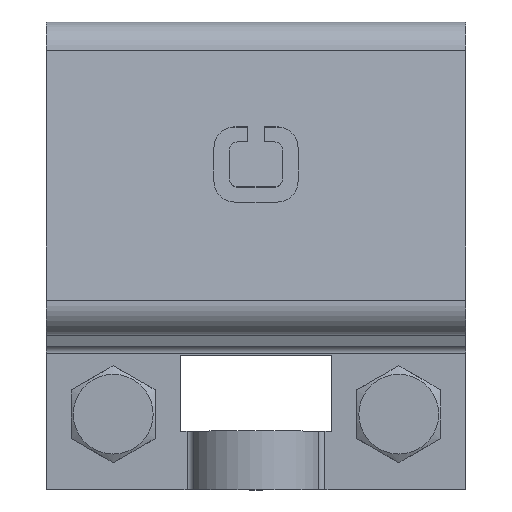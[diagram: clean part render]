
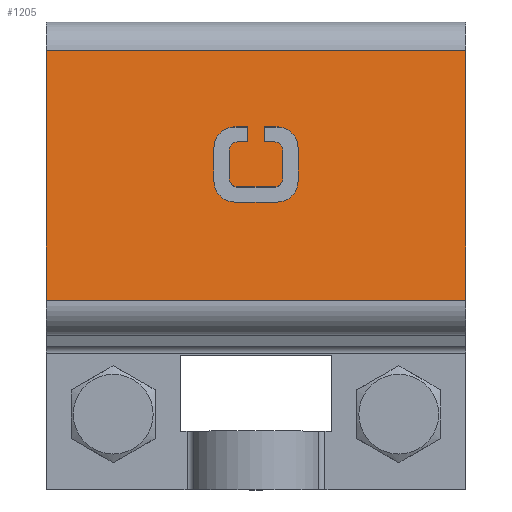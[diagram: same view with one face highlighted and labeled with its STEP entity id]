
A CAD part, top view. The second image highlights one B-rep face of the part: STEP entity #1205.
In plain terms, the highlighted planar face has unit normal (0, 0.104, 0.995).
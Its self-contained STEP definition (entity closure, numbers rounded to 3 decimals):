
#1205=ADVANCED_FACE('',(#2576,#2578),#2580,.T.);
#2576=FACE_BOUND('',#2577,.T.);
#2577=EDGE_LOOP('',(#3523,#3524,#3525,#3526));
#2578=FACE_BOUND('',#2579,.T.);
#2579=EDGE_LOOP('',(#3527,#3528,#3529,#3530,#3531,#3532,#3533,#3534,#3535,#3536,
#3537,#3538,#3539,#3540,#3541,#3542,#3543,#3544,#3545,#3546));
#2580=PLANE('',#2581);
#2581=AXIS2_PLACEMENT_3D('',#2582,#2583,#2584);
#2582=CARTESIAN_POINT('',(0.,-10.336,22.967));
#2583=DIRECTION('',(0.,0.105,0.995));
#2584=DIRECTION('',(1.,0.,0.));
#3523=ORIENTED_EDGE('',*,*,#4075,.T.);
#3524=ORIENTED_EDGE('',*,*,#4020,.T.);
#3525=ORIENTED_EDGE('',*,*,#4017,.T.);
#3526=ORIENTED_EDGE('',*,*,#4071,.T.);
#3527=ORIENTED_EDGE('',*,*,#4076,.T.);
#3528=ORIENTED_EDGE('',*,*,#4077,.T.);
#3529=ORIENTED_EDGE('',*,*,#4078,.T.);
#3530=ORIENTED_EDGE('',*,*,#4079,.T.);
#3531=ORIENTED_EDGE('',*,*,#4080,.T.);
#3532=ORIENTED_EDGE('',*,*,#4081,.T.);
#3533=ORIENTED_EDGE('',*,*,#4082,.T.);
#3534=ORIENTED_EDGE('',*,*,#4083,.T.);
#3535=ORIENTED_EDGE('',*,*,#4084,.T.);
#3536=ORIENTED_EDGE('',*,*,#4085,.T.);
#3537=ORIENTED_EDGE('',*,*,#4086,.T.);
#3538=ORIENTED_EDGE('',*,*,#4087,.T.);
#3539=ORIENTED_EDGE('',*,*,#4088,.T.);
#3540=ORIENTED_EDGE('',*,*,#4089,.T.);
#3541=ORIENTED_EDGE('',*,*,#4090,.T.);
#3542=ORIENTED_EDGE('',*,*,#4091,.T.);
#3543=ORIENTED_EDGE('',*,*,#4092,.T.);
#3544=ORIENTED_EDGE('',*,*,#4093,.T.);
#3545=ORIENTED_EDGE('',*,*,#4094,.T.);
#3546=ORIENTED_EDGE('',*,*,#4095,.T.);
#4017=EDGE_CURVE('',#4534,#4592,#4617,.T.);
#4020=EDGE_CURVE('',#4618,#4534,#4622,.T.);
#4071=EDGE_CURVE('',#4592,#4697,#4699,.T.);
#4075=EDGE_CURVE('',#4697,#4618,#4705,.T.);
#4076=EDGE_CURVE('',#4706,#4707,#4708,.F.);
#4077=EDGE_CURVE('',#4707,#4709,#4710,.F.);
#4078=EDGE_CURVE('',#4709,#4711,#4712,.F.);
#4079=EDGE_CURVE('',#4711,#4713,#4714,.F.);
#4080=EDGE_CURVE('',#4713,#4715,#4716,.F.);
#4081=EDGE_CURVE('',#4715,#4717,#4718,.F.);
#4082=EDGE_CURVE('',#4717,#4719,#4720,.F.);
#4083=EDGE_CURVE('',#4719,#4721,#4722,.F.);
#4084=EDGE_CURVE('',#4721,#4723,#4724,.F.);
#4085=EDGE_CURVE('',#4723,#4725,#4726,.F.);
#4086=EDGE_CURVE('',#4725,#4727,#4728,.F.);
#4087=EDGE_CURVE('',#4727,#4729,#4730,.F.);
#4088=EDGE_CURVE('',#4729,#4731,#4732,.F.);
#4089=EDGE_CURVE('',#4731,#4733,#4734,.F.);
#4090=EDGE_CURVE('',#4733,#4735,#4736,.F.);
#4091=EDGE_CURVE('',#4735,#4737,#4738,.F.);
#4092=EDGE_CURVE('',#4737,#4739,#4740,.F.);
#4093=EDGE_CURVE('',#4739,#4741,#4742,.F.);
#4094=EDGE_CURVE('',#4741,#4743,#4744,.F.);
#4095=EDGE_CURVE('',#4743,#4706,#4745,.F.);
#4534=VERTEX_POINT('',#6913);
#4592=VERTEX_POINT('',#7047);
#4617=LINE('',#7341,#7342);
#4618=VERTEX_POINT('',#7344);
#4622=LINE('',#7352,#7353);
#4697=VERTEX_POINT('',#7537);
#4699=LINE('',#7541,#7542);
#4705=LINE('',#7557,#7558);
#4706=VERTEX_POINT('',#7560);
#4707=VERTEX_POINT('',#7561);
#4708=LINE('',#7562,#7563);
#4709=VERTEX_POINT('',#7565);
#4710=LINE('',#7566,#7567);
#4711=VERTEX_POINT('',#7569);
#4712=CIRCLE('',#7570,1.);
#4713=VERTEX_POINT('',#7574);
#4714=LINE('',#7575,#7576);
#4715=VERTEX_POINT('',#7578);
#4716=CIRCLE('',#7579,1.);
#4717=VERTEX_POINT('',#7583);
#4718=LINE('',#7584,#7585);
#4719=VERTEX_POINT('',#7587);
#4720=CIRCLE('',#7588,1.);
#4721=VERTEX_POINT('',#7592);
#4722=LINE('',#7593,#7594);
#4723=VERTEX_POINT('',#7596);
#4724=CIRCLE('',#7597,1.);
#4725=VERTEX_POINT('',#7601);
#4726=LINE('',#7602,#7603);
#4727=VERTEX_POINT('',#7605);
#4728=LINE('',#7606,#7607);
#4729=VERTEX_POINT('',#7609);
#4730=LINE('',#7610,#7611);
#4731=VERTEX_POINT('',#7613);
#4732=CIRCLE('',#7614,2.5);
#4733=VERTEX_POINT('',#7618);
#4734=LINE('',#7619,#7620);
#4735=VERTEX_POINT('',#7622);
#4736=CIRCLE('',#7623,2.5);
#4737=VERTEX_POINT('',#7627);
#4738=LINE('',#7628,#7629);
#4739=VERTEX_POINT('',#7631);
#4740=CIRCLE('',#7632,2.5);
#4741=VERTEX_POINT('',#7636);
#4742=LINE('',#7637,#7638);
#4743=VERTEX_POINT('',#7640);
#4744=CIRCLE('',#7641,2.5);
#4745=LINE('',#7645,#7646);
#6913=CARTESIAN_POINT('',(0.,22.556,19.51));
#7047=CARTESIAN_POINT('',(50.,22.556,19.51));
#7341=CARTESIAN_POINT('',(0.,22.556,19.51));
#7342=VECTOR('',#7343,1.);
#7343=DIRECTION('',(1.,0.,0.));
#7344=CARTESIAN_POINT('',(0.,52.292,16.384));
#7352=CARTESIAN_POINT('',(0.,52.292,16.384));
#7353=VECTOR('',#7354,1.);
#7354=DIRECTION('',(0.,-0.995,0.105));
#7537=CARTESIAN_POINT('',(50.,52.292,16.384));
#7541=CARTESIAN_POINT('',(50.,22.556,19.51));
#7542=VECTOR('',#7543,1.);
#7543=DIRECTION('',(0.,0.995,-0.105));
#7557=CARTESIAN_POINT('',(50.,52.292,16.384));
#7558=VECTOR('',#7559,1.);
#7559=DIRECTION('',(-1.,0.,0.));
#7560=CARTESIAN_POINT('',(24.,43.195,17.34));
#7561=CARTESIAN_POINT('',(24.,41.405,17.529));
#7562=CARTESIAN_POINT('',(24.,41.405,17.529));
#7563=VECTOR('',#7564,1.);
#7564=DIRECTION('',(0.,0.995,-0.105));
#7565=CARTESIAN_POINT('',(22.798,41.405,17.529));
#7566=CARTESIAN_POINT('',(22.798,41.405,17.529));
#7567=VECTOR('',#7568,1.);
#7568=DIRECTION('',(1.,0.,0.));
#7569=CARTESIAN_POINT('',(21.798,40.41,17.633));
#7570=AXIS2_PLACEMENT_3D('',#7571,#7572,#7573);
#7571=CARTESIAN_POINT('',(22.798,40.41,17.633));
#7572=DIRECTION('',(0.,-0.105,-0.995));
#7573=DIRECTION('',(-1.,0.,0.));
#7574=CARTESIAN_POINT('',(21.798,37.029,17.989));
#7575=CARTESIAN_POINT('',(21.798,37.029,17.989));
#7576=VECTOR('',#7577,1.);
#7577=DIRECTION('',(0.,0.995,-0.105));
#7578=CARTESIAN_POINT('',(22.798,36.034,18.093));
#7579=AXIS2_PLACEMENT_3D('',#7580,#7581,#7582);
#7580=CARTESIAN_POINT('',(22.798,37.029,17.989));
#7581=DIRECTION('',(0.,-0.105,-0.995));
#7582=DIRECTION('',(0.,-0.995,0.105));
#7583=CARTESIAN_POINT('',(27.202,36.034,18.093));
#7584=CARTESIAN_POINT('',(27.202,36.034,18.093));
#7585=VECTOR('',#7586,1.);
#7586=DIRECTION('',(-1.,0.,0.));
#7587=CARTESIAN_POINT('',(28.202,37.029,17.989));
#7588=AXIS2_PLACEMENT_3D('',#7589,#7590,#7591);
#7589=CARTESIAN_POINT('',(27.202,37.029,17.989));
#7590=DIRECTION('',(0.,-0.105,-0.995));
#7591=DIRECTION('',(1.,0.,0.));
#7592=CARTESIAN_POINT('',(28.202,40.41,17.633));
#7593=CARTESIAN_POINT('',(28.202,40.41,17.633));
#7594=VECTOR('',#7595,1.);
#7595=DIRECTION('',(0.,-0.995,0.105));
#7596=CARTESIAN_POINT('',(27.202,41.405,17.529));
#7597=AXIS2_PLACEMENT_3D('',#7598,#7599,#7600);
#7598=CARTESIAN_POINT('',(27.202,40.41,17.633));
#7599=DIRECTION('',(0.,-0.105,-0.995));
#7600=DIRECTION('',(0.,0.995,-0.105));
#7601=CARTESIAN_POINT('',(26.,41.405,17.529));
#7602=CARTESIAN_POINT('',(26.,41.405,17.529));
#7603=VECTOR('',#7604,1.);
#7604=DIRECTION('',(1.,0.,0.));
#7605=CARTESIAN_POINT('',(26.,43.195,17.34));
#7606=CARTESIAN_POINT('',(26.,43.195,17.34));
#7607=VECTOR('',#7608,1.);
#7608=DIRECTION('',(0.,-0.995,0.105));
#7609=CARTESIAN_POINT('',(27.502,43.195,17.34));
#7610=CARTESIAN_POINT('',(27.502,43.195,17.34));
#7611=VECTOR('',#7612,1.);
#7612=DIRECTION('',(-1.,0.,0.));
#7613=CARTESIAN_POINT('',(30.002,40.708,17.602));
#7614=AXIS2_PLACEMENT_3D('',#7615,#7616,#7617);
#7615=CARTESIAN_POINT('',(27.502,40.708,17.602));
#7616=DIRECTION('',(-0.,0.105,0.995));
#7617=DIRECTION('',(1.,0.,0.));
#7618=CARTESIAN_POINT('',(30.002,36.73,18.02));
#7619=CARTESIAN_POINT('',(30.002,36.73,18.02));
#7620=VECTOR('',#7621,1.);
#7621=DIRECTION('',(0.,0.995,-0.105));
#7622=CARTESIAN_POINT('',(27.502,34.244,18.281));
#7623=AXIS2_PLACEMENT_3D('',#7624,#7625,#7626);
#7624=CARTESIAN_POINT('',(27.502,36.73,18.02));
#7625=DIRECTION('',(-0.,0.105,0.995));
#7626=DIRECTION('',(0.,-0.995,0.105));
#7627=CARTESIAN_POINT('',(22.498,34.244,18.281));
#7628=CARTESIAN_POINT('',(22.498,34.244,18.281));
#7629=VECTOR('',#7630,1.);
#7630=DIRECTION('',(1.,0.,0.));
#7631=CARTESIAN_POINT('',(19.998,36.73,18.02));
#7632=AXIS2_PLACEMENT_3D('',#7633,#7634,#7635);
#7633=CARTESIAN_POINT('',(22.498,36.73,18.02));
#7634=DIRECTION('',(0.,0.105,0.995));
#7635=DIRECTION('',(-1.,0.,0.));
#7636=CARTESIAN_POINT('',(19.998,40.708,17.602));
#7637=CARTESIAN_POINT('',(19.998,40.708,17.602));
#7638=VECTOR('',#7639,1.);
#7639=DIRECTION('',(0.,-0.995,0.105));
#7640=CARTESIAN_POINT('',(22.498,43.195,17.34));
#7641=AXIS2_PLACEMENT_3D('',#7642,#7643,#7644);
#7642=CARTESIAN_POINT('',(22.498,40.708,17.602));
#7643=DIRECTION('',(0.,0.105,0.995));
#7644=DIRECTION('',(0.,0.995,-0.105));
#7645=CARTESIAN_POINT('',(24.,43.195,17.34));
#7646=VECTOR('',#7647,1.);
#7647=DIRECTION('',(-1.,0.,0.));
